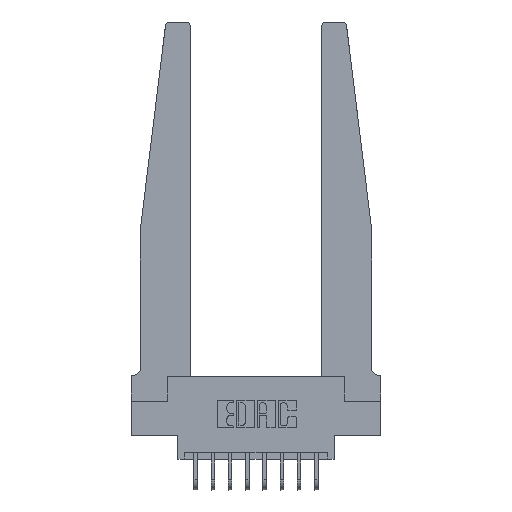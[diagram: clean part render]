
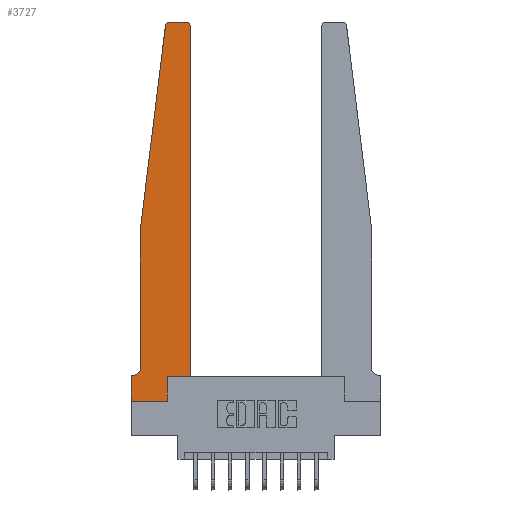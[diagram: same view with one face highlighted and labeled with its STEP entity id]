
A CAD part, top view. The second image highlights one B-rep face of the part: STEP entity #3727.
In plain terms, the highlighted planar face has unit normal (0, 0, 1).
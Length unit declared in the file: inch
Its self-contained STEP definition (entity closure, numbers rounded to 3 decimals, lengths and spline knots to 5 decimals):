
#48 = CARTESIAN_POINT ( 'NONE',  ( 0.2605, 0., 0.37 ) ) ;
#226 = DIRECTION ( 'NONE',  ( 1., 0., 0. ) ) ;
#634 = DIRECTION ( 'NONE',  ( -1., 0., 0. ) ) ;
#701 = EDGE_CURVE ( 'NONE', #8283, #14431, #15617, .T. ) ;
#932 = EDGE_CURVE ( 'NONE', #2693, #5896, #2832, .T. ) ;
#949 = VECTOR ( 'NONE', #8766, 39.37008 ) ;
#1141 = EDGE_CURVE ( 'NONE', #14431, #2218, #10842, .T. ) ;
#1472 = DIRECTION ( 'NONE',  ( -1., 0., 0. ) ) ;
#1536 = DIRECTION ( 'NONE',  ( 0., 1., 0. ) ) ;
#1615 = CARTESIAN_POINT ( 'NONE',  ( 0.395, 2.72, 0.37 ) ) ;
#2179 = EDGE_CURVE ( 'NONE', #6086, #8283, #2470, .T. ) ;
#2218 = VERTEX_POINT ( 'NONE', #2275 ) ;
#2275 = CARTESIAN_POINT ( 'NONE',  ( 0.015, 0.1875, 0.37 ) ) ;
#2407 = LINE ( 'NONE', #2873, #7998 ) ;
#2470 = LINE ( 'NONE', #13846, #8831 ) ;
#2571 = CARTESIAN_POINT ( 'NONE',  ( 0., 0., 0.37 ) ) ;
#2629 = ORIENTED_EDGE ( 'NONE', *, *, #6383, .T. ) ;
#2693 = VERTEX_POINT ( 'NONE', #3572 ) ;
#2813 = DIRECTION ( 'NONE',  ( 1., 0., 0. ) ) ;
#2832 = LINE ( 'NONE', #2571, #15358 ) ;
#2873 = CARTESIAN_POINT ( 'NONE',  ( 0., 0., 0.37 ) ) ;
#3161 = ORIENTED_EDGE ( 'NONE', *, *, #2179, .T. ) ;
#3572 = CARTESIAN_POINT ( 'NONE',  ( 0., 0., 0.37 ) ) ;
#3695 = VERTEX_POINT ( 'NONE', #15299 ) ;
#3727 = ADVANCED_FACE ( 'NONE', ( #13267 ), #6362, .T. ) ;
#3788 = CARTESIAN_POINT ( 'NONE',  ( 0.24675, 2.72367, 0.37 ) ) ;
#4043 = VECTOR ( 'NONE', #1536, 39.37008 ) ;
#4443 = EDGE_CURVE ( 'NONE', #8816, #8887, #10018, .T. ) ;
#4574 = CARTESIAN_POINT ( 'NONE',  ( 0.27653, 2.72, 0.37 ) ) ;
#4828 = CARTESIAN_POINT ( 'NONE',  ( 0., 0.1875, 0.37 ) ) ;
#5268 = VERTEX_POINT ( 'NONE', #4828 ) ;
#5896 = VERTEX_POINT ( 'NONE', #48 ) ;
#6025 = DIRECTION ( 'NONE',  ( 1., 0., 0. ) ) ;
#6086 = VERTEX_POINT ( 'NONE', #3788 ) ;
#6198 = DIRECTION ( 'NONE',  ( -0.122, -0.992, 0. ) ) ;
#6362 = PLANE ( 'NONE',  #13718 ) ;
#6383 = EDGE_CURVE ( 'NONE', #15439, #7565, #11221, .T. ) ;
#6514 = CARTESIAN_POINT ( 'NONE',  ( 0.425, 0.18, 0.37 ) ) ;
#6717 = EDGE_CURVE ( 'NONE', #2218, #5268, #15362, .T. ) ;
#6843 = AXIS2_PLACEMENT_3D ( 'NONE', #4574, #7271, #6025 ) ;
#6863 = CARTESIAN_POINT ( 'NONE',  ( 0.425, 0.18, 0.37 ) ) ;
#7119 = CIRCLE ( 'NONE', #15354, 0.03 ) ;
#7271 = DIRECTION ( 'NONE',  ( 0., 0., 1. ) ) ;
#7565 = VERTEX_POINT ( 'NONE', #8245 ) ;
#7820 = DIRECTION ( 'NONE',  ( 0., -1., 0. ) ) ;
#7861 = CARTESIAN_POINT ( 'NONE',  ( 0.015, 0.2375, 0.37 ) ) ;
#7903 = ORIENTED_EDGE ( 'NONE', *, *, #7949, .T. ) ;
#7949 = EDGE_CURVE ( 'NONE', #8887, #15439, #7119, .T. ) ;
#7998 = VECTOR ( 'NONE', #7820, 39.37008 ) ;
#8214 = CIRCLE ( 'NONE', #6843, 0.03 ) ;
#8245 = CARTESIAN_POINT ( 'NONE',  ( 0.27653, 2.75, 0.37 ) ) ;
#8269 = DIRECTION ( 'NONE',  ( 0., -1., 0. ) ) ;
#8283 = VERTEX_POINT ( 'NONE', #10126 ) ;
#8609 = ORIENTED_EDGE ( 'NONE', *, *, #14463, .T. ) ;
#8614 = CARTESIAN_POINT ( 'NONE',  ( 0.395, 2.75, 0.37 ) ) ;
#8656 = DIRECTION ( 'NONE',  ( -1., 0., 0. ) ) ;
#8766 = DIRECTION ( 'NONE',  ( 0., 1., 0. ) ) ;
#8816 = VERTEX_POINT ( 'NONE', #11242 ) ;
#8831 = VECTOR ( 'NONE', #6198, 39.37008 ) ;
#8887 = VERTEX_POINT ( 'NONE', #13491 ) ;
#8956 = ORIENTED_EDGE ( 'NONE', *, *, #4443, .T. ) ;
#9075 = DIRECTION ( 'NONE',  ( 0., 0., -1. ) ) ;
#9226 = AXIS2_PLACEMENT_3D ( 'NONE', #7861, #9075, #1472 ) ;
#10018 = LINE ( 'NONE', #6514, #4043 ) ;
#10027 = ORIENTED_EDGE ( 'NONE', *, *, #12702, .T. ) ;
#10126 = CARTESIAN_POINT ( 'NONE',  ( 0.065, 1.25, 0.37 ) ) ;
#10565 = DIRECTION ( 'NONE',  ( 1., 0., 0. ) ) ;
#10677 = DIRECTION ( 'NONE',  ( 1., 0., 0. ) ) ;
#10842 = CIRCLE ( 'NONE', #9226, 0.05 ) ;
#11083 = ORIENTED_EDGE ( 'NONE', *, *, #1141, .T. ) ;
#11168 = CARTESIAN_POINT ( 'NONE',  ( 0.065, 0.1875, 0.37 ) ) ;
#11221 = LINE ( 'NONE', #14021, #15399 ) ;
#11224 = VECTOR ( 'NONE', #8269, 39.37008 ) ;
#11242 = CARTESIAN_POINT ( 'NONE',  ( 0.425, 0.18, 0.37 ) ) ;
#11307 = LINE ( 'NONE', #6863, #12482 ) ;
#11425 = ORIENTED_EDGE ( 'NONE', *, *, #6717, .T. ) ;
#11709 = DIRECTION ( 'NONE',  ( 0., 0., 1. ) ) ;
#11737 = CARTESIAN_POINT ( 'NONE',  ( 0., 0.1875, 0.37 ) ) ;
#11858 = ORIENTED_EDGE ( 'NONE', *, *, #701, .T. ) ;
#11986 = CARTESIAN_POINT ( 'NONE',  ( 0.065, 1.25, 0.37 ) ) ;
#12066 = ORIENTED_EDGE ( 'NONE', *, *, #13972, .T. ) ;
#12383 = CARTESIAN_POINT ( 'NONE',  ( 0.2605, 0.18, 0.37 ) ) ;
#12482 = VECTOR ( 'NONE', #226, 39.37008 ) ;
#12702 = EDGE_CURVE ( 'NONE', #5896, #3695, #13104, .T. ) ;
#13104 = LINE ( 'NONE', #12383, #949 ) ;
#13267 = FACE_OUTER_BOUND ( 'NONE', #14810, .T. ) ;
#13491 = CARTESIAN_POINT ( 'NONE',  ( 0.425, 2.72, 0.37 ) ) ;
#13718 = AXIS2_PLACEMENT_3D ( 'NONE', #11737, #15597, #2813 ) ;
#13846 = CARTESIAN_POINT ( 'NONE',  ( 0.065, 1.25, 0.37 ) ) ;
#13972 = EDGE_CURVE ( 'NONE', #3695, #8816, #11307, .T. ) ;
#14021 = CARTESIAN_POINT ( 'NONE',  ( 0.25, 2.75, 0.37 ) ) ;
#14431 = VERTEX_POINT ( 'NONE', #15925 ) ;
#14463 = EDGE_CURVE ( 'NONE', #7565, #6086, #8214, .T. ) ;
#14466 = ORIENTED_EDGE ( 'NONE', *, *, #15109, .T. ) ;
#14584 = ORIENTED_EDGE ( 'NONE', *, *, #932, .T. ) ;
#14810 = EDGE_LOOP ( 'NONE', ( #2629, #8609, #3161, #11858, #11083, #11425, #14466, #14584, #10027, #12066, #8956, #7903 ) ) ;
#15109 = EDGE_CURVE ( 'NONE', #5268, #2693, #2407, .T. ) ;
#15299 = CARTESIAN_POINT ( 'NONE',  ( 0.2605, 0.18, 0.37 ) ) ;
#15354 = AXIS2_PLACEMENT_3D ( 'NONE', #1615, #11709, #10565 ) ;
#15358 = VECTOR ( 'NONE', #10677, 39.37008 ) ;
#15362 = LINE ( 'NONE', #11168, #16338 ) ;
#15399 = VECTOR ( 'NONE', #634, 39.37008 ) ;
#15439 = VERTEX_POINT ( 'NONE', #8614 ) ;
#15597 = DIRECTION ( 'NONE',  ( 0., 0., 1. ) ) ;
#15617 = LINE ( 'NONE', #11986, #11224 ) ;
#15925 = CARTESIAN_POINT ( 'NONE',  ( 0.065, 0.2375, 0.37 ) ) ;
#16338 = VECTOR ( 'NONE', #8656, 39.37008 ) ;
